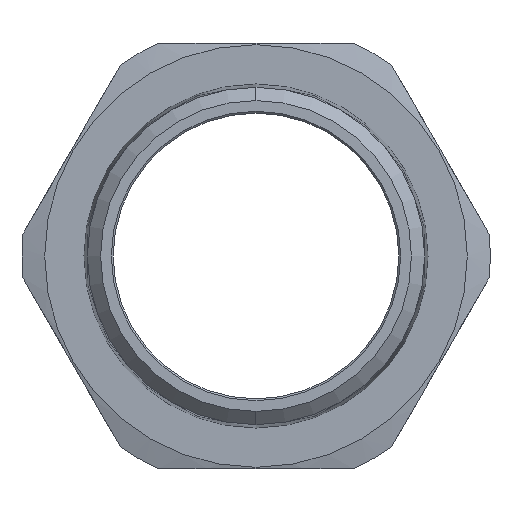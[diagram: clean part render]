
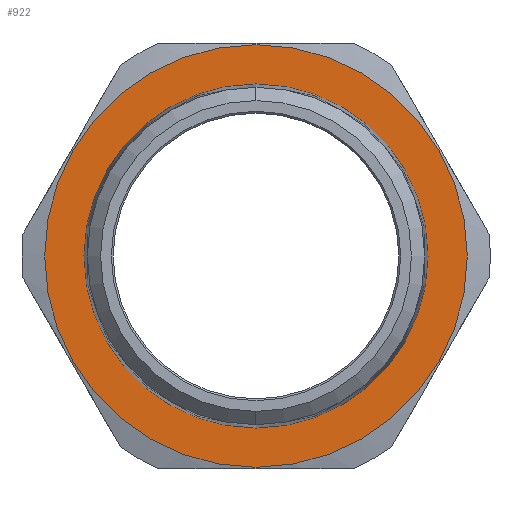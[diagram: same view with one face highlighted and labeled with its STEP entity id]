
A CAD part, left-side view. The second image highlights one B-rep face of the part: STEP entity #922.
In plain terms, the highlighted planar face has unit normal (-1, 0, 0).
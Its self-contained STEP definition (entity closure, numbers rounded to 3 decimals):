
#42 = AXIS2_PLACEMENT_3D ( 'NONE', #128, #1463, #1721 ) ;
#128 = CARTESIAN_POINT ( 'NONE',  ( -29.4, 0., 0. ) ) ;
#288 = AXIS2_PLACEMENT_3D ( 'NONE', #1971, #955, #2529 ) ;
#313 = CARTESIAN_POINT ( 'NONE',  ( -29.4, 0., 0. ) ) ;
#427 = ORIENTED_EDGE ( 'NONE', *, *, #2853, .F. ) ;
#440 = CARTESIAN_POINT ( 'NONE',  ( -29.4, 0., 24.25 ) ) ;
#768 = CIRCLE ( 'NONE', #2534, 29.786 ) ;
#800 = DIRECTION ( 'NONE',  ( -1., 0., 0. ) ) ;
#865 = AXIS2_PLACEMENT_3D ( 'NONE', #1599, #2930, #1412 ) ;
#893 = EDGE_CURVE ( 'NONE', #1184, #3275, #768, .T. ) ;
#922 = ADVANCED_FACE ( 'NONE', ( #2106, #3266 ), #1841, .F. ) ;
#955 = DIRECTION ( 'NONE',  ( -1., 0., 0. ) ) ;
#1013 = CARTESIAN_POINT ( 'NONE',  ( -29.4, 0., -29.786 ) ) ;
#1025 = ORIENTED_EDGE ( 'NONE', *, *, #2607, .F. ) ;
#1149 = CIRCLE ( 'NONE', #288, 24.25 ) ;
#1184 = VERTEX_POINT ( 'NONE', #1013 ) ;
#1275 = DIRECTION ( 'NONE',  ( 0., 0., 1. ) ) ;
#1412 = DIRECTION ( 'NONE',  ( 0., 0., -1. ) ) ;
#1425 = CIRCLE ( 'NONE', #42, 29.786 ) ;
#1463 = DIRECTION ( 'NONE',  ( 1., 0., 0. ) ) ;
#1561 = AXIS2_PLACEMENT_3D ( 'NONE', #2544, #800, #1275 ) ;
#1599 = CARTESIAN_POINT ( 'NONE',  ( -29.4, 24.25, 0. ) ) ;
#1721 = DIRECTION ( 'NONE',  ( 0., 0., -1. ) ) ;
#1728 = VERTEX_POINT ( 'NONE', #440 ) ;
#1841 = PLANE ( 'NONE',  #865 ) ;
#1957 = EDGE_LOOP ( 'NONE', ( #427, #2197 ) ) ;
#1971 = CARTESIAN_POINT ( 'NONE',  ( -29.4, 0., 0. ) ) ;
#2106 = FACE_BOUND ( 'NONE', #1957, .T. ) ;
#2197 = ORIENTED_EDGE ( 'NONE', *, *, #2246, .F. ) ;
#2216 = VERTEX_POINT ( 'NONE', #2498 ) ;
#2246 = EDGE_CURVE ( 'NONE', #2216, #1728, #1149, .T. ) ;
#2323 = CARTESIAN_POINT ( 'NONE',  ( -29.4, 0., 29.786 ) ) ;
#2367 = DIRECTION ( 'NONE',  ( 0., 0., -1. ) ) ;
#2384 = DIRECTION ( 'NONE',  ( 1., 0., 0. ) ) ;
#2385 = CIRCLE ( 'NONE', #1561, 24.25 ) ;
#2484 = EDGE_LOOP ( 'NONE', ( #2561, #1025 ) ) ;
#2498 = CARTESIAN_POINT ( 'NONE',  ( -29.4, 0., -24.25 ) ) ;
#2529 = DIRECTION ( 'NONE',  ( 0., 0., 1. ) ) ;
#2534 = AXIS2_PLACEMENT_3D ( 'NONE', #313, #2384, #2367 ) ;
#2544 = CARTESIAN_POINT ( 'NONE',  ( -29.4, 0., 0. ) ) ;
#2561 = ORIENTED_EDGE ( 'NONE', *, *, #893, .F. ) ;
#2607 = EDGE_CURVE ( 'NONE', #3275, #1184, #1425, .T. ) ;
#2853 = EDGE_CURVE ( 'NONE', #1728, #2216, #2385, .T. ) ;
#2930 = DIRECTION ( 'NONE',  ( 1., 0., 0. ) ) ;
#3266 = FACE_OUTER_BOUND ( 'NONE', #2484, .T. ) ;
#3275 = VERTEX_POINT ( 'NONE', #2323 ) ;
